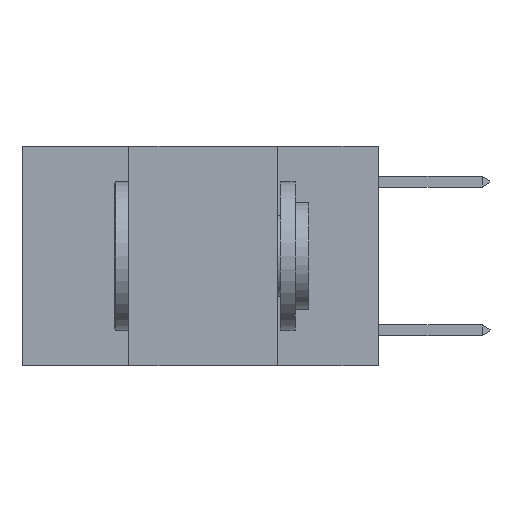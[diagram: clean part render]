
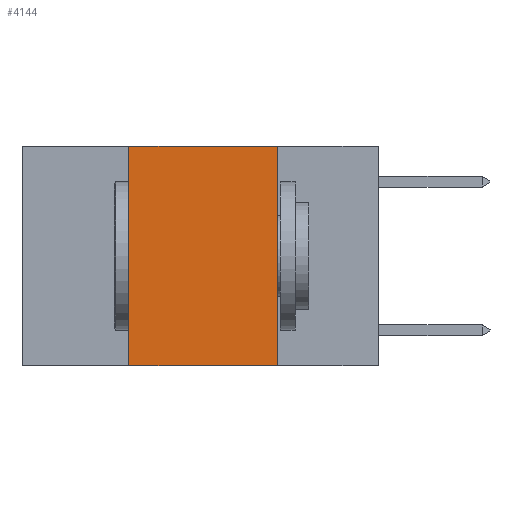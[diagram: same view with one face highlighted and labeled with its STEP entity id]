
A CAD part, left-side view. The second image highlights one B-rep face of the part: STEP entity #4144.
In plain terms, the highlighted planar face has unit normal (-1, 0, 0).
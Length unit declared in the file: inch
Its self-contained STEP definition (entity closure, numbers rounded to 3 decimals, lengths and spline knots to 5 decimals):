
#138 = VECTOR ( 'NONE', #9113, 39.37008 ) ;
#451 = LINE ( 'NONE', #6709, #2598 ) ;
#506 = CARTESIAN_POINT ( 'NONE',  ( 0., 0.17, 0. ) ) ;
#1162 = DIRECTION ( 'NONE',  ( 1., 0., 0. ) ) ;
#1206 = ORIENTED_EDGE ( 'NONE', *, *, #3810, .F. ) ;
#1264 = ORIENTED_EDGE ( 'NONE', *, *, #5257, .F. ) ;
#1433 = LINE ( 'NONE', #2625, #12498 ) ;
#1481 = ORIENTED_EDGE ( 'NONE', *, *, #13464, .F. ) ;
#1708 = VERTEX_POINT ( 'NONE', #8486 ) ;
#2598 = VECTOR ( 'NONE', #12128, 39.37008 ) ;
#2625 = CARTESIAN_POINT ( 'NONE',  ( 0., 0.42, 0. ) ) ;
#3337 = CARTESIAN_POINT ( 'NONE',  ( 0., 0.17, -0.37 ) ) ;
#3499 = ORIENTED_EDGE ( 'NONE', *, *, #12051, .T. ) ;
#3694 = VECTOR ( 'NONE', #5180, 39.37008 ) ;
#3810 = EDGE_CURVE ( 'NONE', #12878, #10327, #5486, .T. ) ;
#4027 = EDGE_LOOP ( 'NONE', ( #1206, #1264, #1481, #3499 ) ) ;
#4056 = CARTESIAN_POINT ( 'NONE',  ( 0., 0.6, -0.37 ) ) ;
#4144 = ADVANCED_FACE ( 'NONE', ( #8892 ), #6450, .F. ) ;
#4302 = AXIS2_PLACEMENT_3D ( 'NONE', #7534, #1162, #8671 ) ;
#4339 = VERTEX_POINT ( 'NONE', #6828 ) ;
#5180 = DIRECTION ( 'NONE',  ( 0., -1., 0. ) ) ;
#5257 = EDGE_CURVE ( 'NONE', #4339, #12878, #451, .T. ) ;
#5486 = LINE ( 'NONE', #506, #138 ) ;
#6450 = PLANE ( 'NONE',  #4302 ) ;
#6605 = LINE ( 'NONE', #4056, #3694 ) ;
#6709 = CARTESIAN_POINT ( 'NONE',  ( 0., 0.6, 0. ) ) ;
#6828 = CARTESIAN_POINT ( 'NONE',  ( 0., 0.42, 0. ) ) ;
#7534 = CARTESIAN_POINT ( 'NONE',  ( 0., 0.6, 0. ) ) ;
#8486 = CARTESIAN_POINT ( 'NONE',  ( 0., 0.42, -0.37 ) ) ;
#8671 = DIRECTION ( 'NONE',  ( 0., 0., -1. ) ) ;
#8892 = FACE_OUTER_BOUND ( 'NONE', #4027, .T. ) ;
#9113 = DIRECTION ( 'NONE',  ( 0., 0., -1. ) ) ;
#9352 = CARTESIAN_POINT ( 'NONE',  ( 0., 0.17, 0. ) ) ;
#10327 = VERTEX_POINT ( 'NONE', #3337 ) ;
#11313 = DIRECTION ( 'NONE',  ( 0., 0., 1. ) ) ;
#12051 = EDGE_CURVE ( 'NONE', #1708, #10327, #6605, .T. ) ;
#12128 = DIRECTION ( 'NONE',  ( 0., -1., 0. ) ) ;
#12498 = VECTOR ( 'NONE', #11313, 39.37008 ) ;
#12878 = VERTEX_POINT ( 'NONE', #9352 ) ;
#13464 = EDGE_CURVE ( 'NONE', #1708, #4339, #1433, .T. ) ;
